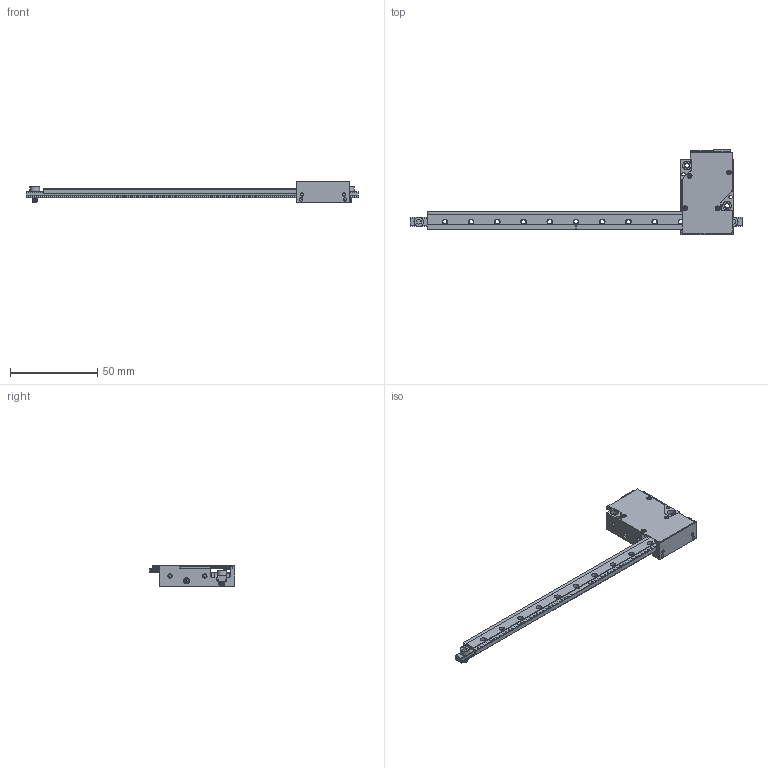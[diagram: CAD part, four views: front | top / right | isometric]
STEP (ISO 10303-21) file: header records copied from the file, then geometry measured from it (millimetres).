
FILE_DESCRIPTION(('FreeCAD Model'),'2;1');
FILE_NAME('Open CASCADE Shape Model','2024-07-04T17:39:27',(''),(''), 'Open CASCADE STEP processor 7.6','FreeCAD','Unknown');
FILE_SCHEMA(('AUTOMOTIVE_DESIGN { 1 0 10303 214 1 1 1 1 }'));
Length unit declared in the file: millimetre
Products named in the file (30): XLA_10_190_position_start; XLA_10_body_A003; carriage001; XLA_10_tractielat_assy_190_1C001; rail_191; XLA_10_tractielat_FR4_170_C001; ceramic_ruler_W3_T2_L171; Bout_M3_L008; magnet_limit002; linear_encoder_171; CBSTSE2.6-3_stp002; CSPPN1P-ST3W-M2-6_214_step002; XLA_10_cover_A001; XLA_10_top_PCB_V003; 527451297_Gold001; 522070460_stp001; encoder023; encoder012; encoder013; encoder014; encoder015; encoder016; encoder017; encoder018; encoder019; encoder020; encoder021; encoder022; SOLID001; PACK-SMIB1.6-3_stp004
Assembly tree (36 placements, depth 4):
  XLA_10_190_position_start
    XLA_10_body_A003
    carriage001
    XLA_10_tractielat_assy_190_1C001
      rail_191
      XLA_10_tractielat_FR4_170_C001
      ceramic_ruler_W3_T2_L171
      Bout_M3_L008  x2
      magnet_limit002  x2
      linear_encoder_171
    CBSTSE2.6-3_stp002  x2
    CSPPN1P-ST3W-M2-6_214_step002  x2
    XLA_10_cover_A001
    XLA_10_top_PCB_V003
      527451297_Gold001
      522070460_stp001
      encoder023
        encoder012
        encoder013
        encoder014
        encoder015
        encoder016
        encoder017
        encoder018
        encoder019
        encoder020
        encoder021
        encoder022
      SOLID001
    PACK-SMIB1.6-3_stp004  x4
Bounding box: 190 x 49.1 x 11.5 mm (x, y, z)
Volume: 18828.8 mm3; surface area: 23906.2 mm2
Topology: 33 solids, 33 shells, 1712 faces, 4786 edges, 3156 vertices
Faces by surface type: plane 1151, cylinder 421, cone 97, torus 32, bspline 10, sphere 1
Full cylindrical faces by diameter (mm): 0.7 x2, 1 x68, 1.25 x4, 1.6 x8, 1.8 x4, 2 x4, 2.05 x2, 2.113 x2, 2.4 x5, 2.459 x13, 2.6 x4, 2.8 x4, 3.2 x11, 3.4 x1, 3.6 x2, 4 x1, 5 x4, 5.5 x2, 6 x2, 6.4 x2, 7 x1
Entity records: 54503 total; most frequent: CARTESIAN_POINT 12989, ORIENTED_EDGE 8608, DIRECTION 8059, EDGE_CURVE 4304, LINE 3135, VECTOR 3135, VERTEX_POINT 2858, AXIS2_PLACEMENT_3D 2462
